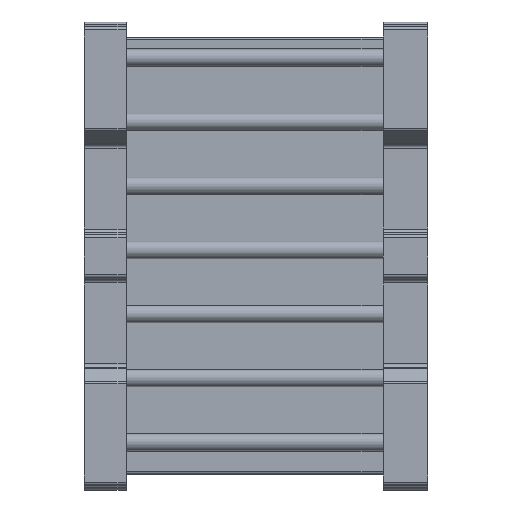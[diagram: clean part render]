
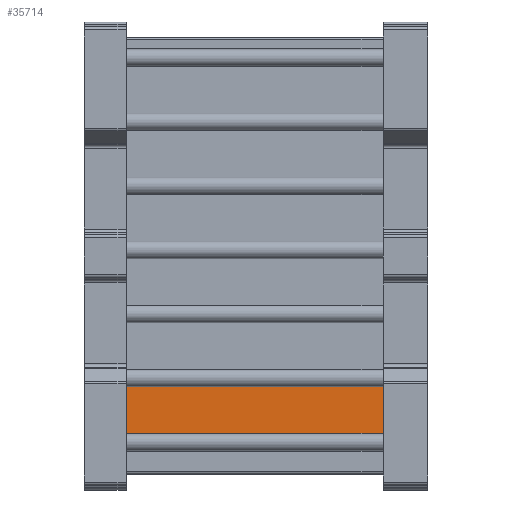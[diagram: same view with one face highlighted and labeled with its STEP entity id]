
A CAD part, front view. The second image highlights one B-rep face of the part: STEP entity #35714.
In plain terms, the highlighted planar face has unit normal (0, -1, 0).
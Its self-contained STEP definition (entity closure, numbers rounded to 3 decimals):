
#470 = VERTEX_POINT ( 'NONE', #46256 ) ;
#2968 = AXIS2_PLACEMENT_3D ( 'NONE', #9515, #29991, #30509 ) ;
#2991 = CARTESIAN_POINT ( 'NONE',  ( -44.08, -20.4, -26.344 ) ) ;
#3361 = EDGE_CURVE ( 'NONE', #9090, #27877, #10860, .T. ) ;
#3630 = LINE ( 'NONE', #43550, #11290 ) ;
#3979 = CARTESIAN_POINT ( 'NONE',  ( -44.08, -20.4, -18.349 ) ) ;
#4044 = ORIENTED_EDGE ( 'NONE', *, *, #50200, .F. ) ;
#6894 = ORIENTED_EDGE ( 'NONE', *, *, #48669, .T. ) ;
#8349 = DIRECTION ( 'NONE',  ( 0., 0., 1. ) ) ;
#8495 = VECTOR ( 'NONE', #25436, 1000. ) ;
#8868 = CARTESIAN_POINT ( 'NONE',  ( -6.53, -20.4, -26.344 ) ) ;
#9090 = VERTEX_POINT ( 'NONE', #12508 ) ;
#9515 = CARTESIAN_POINT ( 'NONE',  ( -44.08, -20.4, -18.349 ) ) ;
#9778 = FACE_OUTER_BOUND ( 'NONE', #25916, .T. ) ;
#10601 = DIRECTION ( 'NONE',  ( 0., 0., 1. ) ) ;
#10860 = LINE ( 'NONE', #26865, #15418 ) ;
#11290 = VECTOR ( 'NONE', #8349, 1000. ) ;
#12401 = ORIENTED_EDGE ( 'NONE', *, *, #43100, .F. ) ;
#12412 = CARTESIAN_POINT ( 'NONE',  ( -6.53, -20.4, -18.349 ) ) ;
#12508 = CARTESIAN_POINT ( 'NONE',  ( -44.08, -20.4, -18.752 ) ) ;
#15418 = VECTOR ( 'NONE', #10601, 1000. ) ;
#19731 = LINE ( 'NONE', #27099, #21820 ) ;
#20826 = ORIENTED_EDGE ( 'NONE', *, *, #33310, .T. ) ;
#21450 = CARTESIAN_POINT ( 'NONE',  ( -6.53, -20.4, -18.752 ) ) ;
#21820 = VECTOR ( 'NONE', #35760, 1000. ) ;
#21841 = PLANE ( 'NONE',  #2968 ) ;
#22975 = VECTOR ( 'NONE', #39243, 1000. ) ;
#23504 = VERTEX_POINT ( 'NONE', #35878 ) ;
#25183 = CARTESIAN_POINT ( 'NONE',  ( -44.08, -20.4, -18.349 ) ) ;
#25436 = DIRECTION ( 'NONE',  ( 1., 0., 0. ) ) ;
#25916 = EDGE_LOOP ( 'NONE', ( #31382, #46305, #6894, #45274, #45328, #4044, #12401, #20826 ) ) ;
#26865 = CARTESIAN_POINT ( 'NONE',  ( -44.08, -20.4, -18.349 ) ) ;
#27099 = CARTESIAN_POINT ( 'NONE',  ( -44.08, -20.4, -18.349 ) ) ;
#27877 = VERTEX_POINT ( 'NONE', #3979 ) ;
#29580 = DIRECTION ( 'NONE',  ( 0., 0., 1. ) ) ;
#29605 = CARTESIAN_POINT ( 'NONE',  ( -6.53, -20.4, 0. ) ) ;
#29905 = DIRECTION ( 'NONE',  ( 1., 0., 0. ) ) ;
#29991 = DIRECTION ( 'NONE',  ( 0., 1., 0. ) ) ;
#30509 = DIRECTION ( 'NONE',  ( 0., 0., 1. ) ) ;
#31382 = ORIENTED_EDGE ( 'NONE', *, *, #48332, .T. ) ;
#31472 = VERTEX_POINT ( 'NONE', #12412 ) ;
#32248 = VECTOR ( 'NONE', #29580, 1000. ) ;
#33017 = VERTEX_POINT ( 'NONE', #2991 ) ;
#33310 = EDGE_CURVE ( 'NONE', #23504, #470, #46700, .T. ) ;
#33557 = LINE ( 'NONE', #29605, #34070 ) ;
#34070 = VECTOR ( 'NONE', #41167, 1000. ) ;
#34381 = CARTESIAN_POINT ( 'NONE',  ( -44.08, -20.4, -26.73 ) ) ;
#35714 = ADVANCED_FACE ( 'NONE', ( #9778 ), #21841, .F. ) ;
#35760 = DIRECTION ( 'NONE',  ( 0., 0., 1. ) ) ;
#35878 = CARTESIAN_POINT ( 'NONE',  ( -44.08, -20.4, -26.73 ) ) ;
#36481 = EDGE_CURVE ( 'NONE', #45327, #39830, #33557, .T. ) ;
#39243 = DIRECTION ( 'NONE',  ( 0., 0., 1. ) ) ;
#39830 = VERTEX_POINT ( 'NONE', #21450 ) ;
#41167 = DIRECTION ( 'NONE',  ( 0., 0., 1. ) ) ;
#41469 = LINE ( 'NONE', #25183, #8495 ) ;
#42302 = VECTOR ( 'NONE', #29905, 1000. ) ;
#42697 = CARTESIAN_POINT ( 'NONE',  ( -6.53, -20.4, -18.349 ) ) ;
#43100 = EDGE_CURVE ( 'NONE', #23504, #33017, #19731, .T. ) ;
#43550 = CARTESIAN_POINT ( 'NONE',  ( -44.08, -20.4, -18.349 ) ) ;
#45049 = EDGE_CURVE ( 'NONE', #27877, #31472, #41469, .T. ) ;
#45274 = ORIENTED_EDGE ( 'NONE', *, *, #45049, .F. ) ;
#45327 = VERTEX_POINT ( 'NONE', #8868 ) ;
#45328 = ORIENTED_EDGE ( 'NONE', *, *, #3361, .F. ) ;
#46256 = CARTESIAN_POINT ( 'NONE',  ( -6.53, -20.4, -26.73 ) ) ;
#46305 = ORIENTED_EDGE ( 'NONE', *, *, #36481, .T. ) ;
#46700 = LINE ( 'NONE', #34381, #42302 ) ;
#46862 = LINE ( 'NONE', #50538, #22975 ) ;
#48332 = EDGE_CURVE ( 'NONE', #470, #45327, #46862, .T. ) ;
#48669 = EDGE_CURVE ( 'NONE', #39830, #31472, #50041, .T. ) ;
#50041 = LINE ( 'NONE', #42697, #32248 ) ;
#50200 = EDGE_CURVE ( 'NONE', #33017, #9090, #3630, .T. ) ;
#50538 = CARTESIAN_POINT ( 'NONE',  ( -6.53, -20.4, -18.349 ) ) ;
